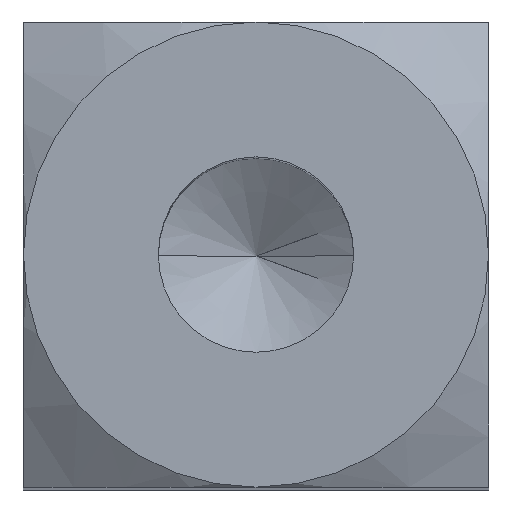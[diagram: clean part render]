
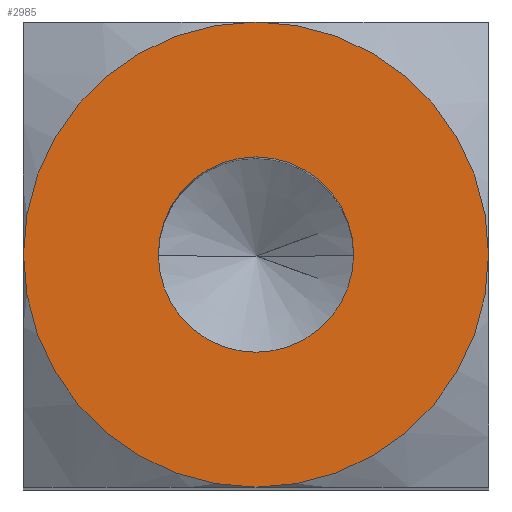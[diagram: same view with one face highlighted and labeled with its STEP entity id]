
A CAD part, top view. The second image highlights one B-rep face of the part: STEP entity #2985.
In plain terms, the highlighted planar face has unit normal (0, 0, 1).
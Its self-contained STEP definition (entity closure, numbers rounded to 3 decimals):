
#304 = ORIENTED_EDGE ( 'NONE', *, *, #3147, .T. ) ;
#305 = ORIENTED_EDGE ( 'NONE', *, *, #3148, .F. ) ;
#306 = ORIENTED_EDGE ( 'NONE', *, *, #3149, .T. ) ;
#307 = ORIENTED_EDGE ( 'NONE', *, *, #3146, .T. ) ;
#308 = ORIENTED_EDGE ( 'NONE', *, *, #3157, .F. ) ;
#309 = ORIENTED_EDGE ( 'NONE', *, *, #3150, .F. ) ;
#425 = CARTESIAN_POINT ( 'NONE',  ( 5., 0., 35. ) ) ;
#440 = CARTESIAN_POINT ( 'NONE',  ( 0., -5., 35. ) ) ;
#947 = EDGE_LOOP ( 'NONE', ( #307, #306, #305, #304 ) ) ;
#989 = CARTESIAN_POINT ( 'NONE',  ( 0., 5., 35. ) ) ;
#1064 = EDGE_LOOP ( 'NONE', ( #309, #308 ) ) ;
#1214 = VERTEX_POINT ( 'NONE', #989 ) ;
#1313 = VERTEX_POINT ( 'NONE', #1985 ) ;
#1335 = VERTEX_POINT ( 'NONE', #2007 ) ;
#1346 = VERTEX_POINT ( 'NONE', #2018 ) ;
#1392 = VERTEX_POINT ( 'NONE', #425 ) ;
#1407 = VERTEX_POINT ( 'NONE', #440 ) ;
#1422 = AXIS2_PLACEMENT_3D ( 'NONE', #2401, #2413, #2414 ) ;
#1820 = CIRCLE ( 'NONE', #1827, 5. ) ;
#1824 = CIRCLE ( 'NONE', #1825, 5. ) ;
#1825 = AXIS2_PLACEMENT_3D ( 'NONE', #3751, #3752, #3753 ) ;
#1826 = CIRCLE ( 'NONE', #1829, 5. ) ;
#1827 = AXIS2_PLACEMENT_3D ( 'NONE', #3754, #3755, #3756 ) ;
#1828 = CIRCLE ( 'NONE', #1831, 5. ) ;
#1829 = AXIS2_PLACEMENT_3D ( 'NONE', #3758, #3759, #3760 ) ;
#1830 = CIRCLE ( 'NONE', #1833, 2.1 ) ;
#1831 = AXIS2_PLACEMENT_3D ( 'NONE', #3762, #3763, #3764 ) ;
#1833 = AXIS2_PLACEMENT_3D ( 'NONE', #3767, #3768, #3769 ) ;
#1837 = CIRCLE ( 'NONE', #1841, 2.1 ) ;
#1841 = AXIS2_PLACEMENT_3D ( 'NONE', #3788, #3789, #3790 ) ;
#1985 = CARTESIAN_POINT ( 'NONE',  ( -5., 0., 35. ) ) ;
#2007 = CARTESIAN_POINT ( 'NONE',  ( -2.1, 0., 35. ) ) ;
#2018 = CARTESIAN_POINT ( 'NONE',  ( 2.1, 0., 35. ) ) ;
#2401 = CARTESIAN_POINT ( 'NONE',  ( -5., -5., 35. ) ) ;
#2406 = FACE_OUTER_BOUND ( 'NONE', #947, .T. ) ;
#2410 = FACE_BOUND ( 'NONE', #1064, .T. ) ;
#2411 = PLANE ( 'NONE',  #1422 ) ;
#2413 = DIRECTION ( 'NONE',  ( 0., 0., 1. ) ) ;
#2414 = DIRECTION ( 'NONE',  ( 1., 0., 0. ) ) ;
#2985 = ADVANCED_FACE ( 'NONE', ( #2410, #2406 ), #2411, .T. ) ;
#3146 = EDGE_CURVE ( 'NONE', #1407, #1392, #1824, .T. ) ;
#3147 = EDGE_CURVE ( 'NONE', #1313, #1407, #1820, .T. ) ;
#3148 = EDGE_CURVE ( 'NONE', #1313, #1214, #1826, .T. ) ;
#3149 = EDGE_CURVE ( 'NONE', #1392, #1214, #1828, .T. ) ;
#3150 = EDGE_CURVE ( 'NONE', #1346, #1335, #1830, .T. ) ;
#3157 = EDGE_CURVE ( 'NONE', #1335, #1346, #1837, .T. ) ;
#3751 = CARTESIAN_POINT ( 'NONE',  ( 0., 0., 35. ) ) ;
#3752 = DIRECTION ( 'NONE',  ( 0., 0., 1. ) ) ;
#3753 = DIRECTION ( 'NONE',  ( 1., 0., 0. ) ) ;
#3754 = CARTESIAN_POINT ( 'NONE',  ( 0., 0., 35. ) ) ;
#3755 = DIRECTION ( 'NONE',  ( 0., 0., 1. ) ) ;
#3756 = DIRECTION ( 'NONE',  ( 1., 0., 0. ) ) ;
#3758 = CARTESIAN_POINT ( 'NONE',  ( 0., 0., 35. ) ) ;
#3759 = DIRECTION ( 'NONE',  ( 0., 0., -1. ) ) ;
#3760 = DIRECTION ( 'NONE',  ( -1., 0., 0. ) ) ;
#3762 = CARTESIAN_POINT ( 'NONE',  ( 0., 0., 35. ) ) ;
#3763 = DIRECTION ( 'NONE',  ( 0., 0., 1. ) ) ;
#3764 = DIRECTION ( 'NONE',  ( 1., 0., 0. ) ) ;
#3767 = CARTESIAN_POINT ( 'NONE',  ( 0., 0., 35. ) ) ;
#3768 = DIRECTION ( 'NONE',  ( 0., 0., 1. ) ) ;
#3769 = DIRECTION ( 'NONE',  ( 1., 0., 0. ) ) ;
#3788 = CARTESIAN_POINT ( 'NONE',  ( 0., 0., 35. ) ) ;
#3789 = DIRECTION ( 'NONE',  ( 0., 0., 1. ) ) ;
#3790 = DIRECTION ( 'NONE',  ( 1., 0., 0. ) ) ;
